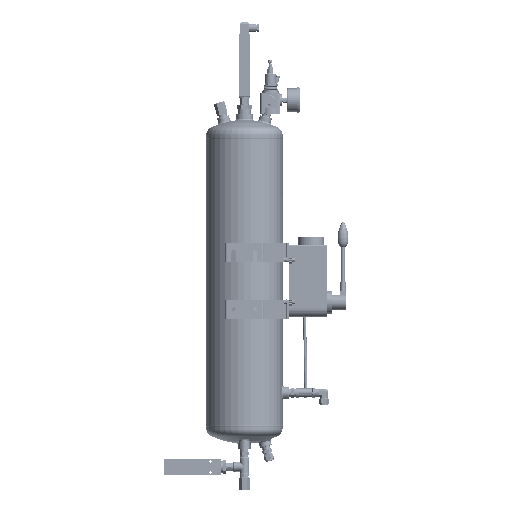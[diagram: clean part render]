
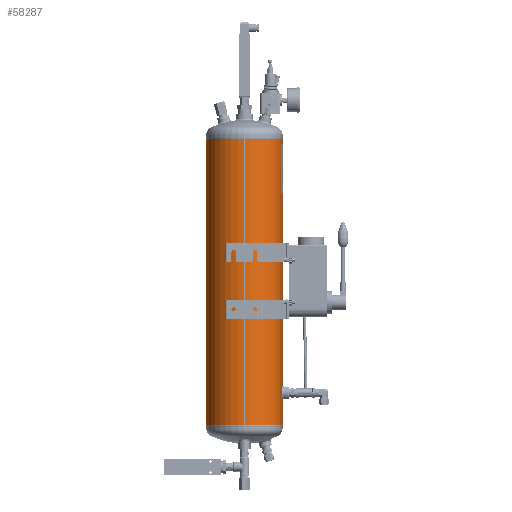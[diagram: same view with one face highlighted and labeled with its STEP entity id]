
A CAD part, left-side view. The second image highlights one B-rep face of the part: STEP entity #58287.
In plain terms, the highlighted cylindrical face has radius 100 mm (diameter 200 mm), a partial arc.
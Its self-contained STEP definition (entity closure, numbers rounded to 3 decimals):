
#3846=B_SPLINE_CURVE_WITH_KNOTS('',3,(#92579,#92580,#92581,#92582,#92583,
#92584,#92585,#92586,#92587,#92588,#92589),.UNSPECIFIED.,.T.,.F.,(1,1,1,
1,1,1,1,1,1,1,1,1,1,1,1),(-0.012,-0.008,-0.004,
0.,0.004,0.008,0.012,0.016,
0.02,0.023,0.027,0.031,
0.035,0.039,0.043),.UNSPECIFIED.);
#3847=B_SPLINE_CURVE_WITH_KNOTS('',3,(#92591,#92592,#92593,#92594,#92595,
#92596,#92597,#92598,#92599,#92600,#92601),.UNSPECIFIED.,.T.,.F.,(1,1,1,
1,1,1,1,1,1,1,1,1,1,1,1),(-0.012,-0.008,-0.004,
0.,0.004,0.008,0.012,0.016,
0.02,0.023,0.027,0.031,
0.035,0.039,0.043),.UNSPECIFIED.);
#3848=B_SPLINE_CURVE_WITH_KNOTS('',3,(#92603,#92604,#92605,#92606,#92607,
#92608,#92609,#92610,#92611,#92612,#92613,#92614,#92615,#92616,#92617,#92618,
#92619,#92620,#92621),.UNSPECIFIED.,.T.,.F.,(1,1,1,1,1,1,1,1,1,1,1,1,1,
1,1,1,1,1,1,1,1,1,1),(-0.018,-0.012,-0.006,
0.,0.006,0.012,0.018,
0.023,0.029,0.035,0.041,
0.047,0.053,0.059,0.065,
0.07,0.076,0.082,0.088,
0.094,0.1,0.106,0.112),
 .UNSPECIFIED.);
#6185=LINE('',#92623,#10035);
#6186=LINE('',#92628,#10036);
#10035=VECTOR('',#76586,1000.);
#10036=VECTOR('',#76589,1000.);
#13890=ORIENTED_EDGE('',*,*,#31204,.T.);
#13891=ORIENTED_EDGE('',*,*,#31205,.T.);
#13892=ORIENTED_EDGE('',*,*,#31206,.T.);
#13893=ORIENTED_EDGE('',*,*,#31207,.T.);
#13894=ORIENTED_EDGE('',*,*,#31208,.T.);
#13895=ORIENTED_EDGE('',*,*,#31209,.F.);
#13896=ORIENTED_EDGE('',*,*,#31210,.F.);
#31204=EDGE_CURVE('',#39861,#39861,#3846,.T.);
#31205=EDGE_CURVE('',#39862,#39862,#3847,.T.);
#31206=EDGE_CURVE('',#39863,#39863,#3848,.T.);
#31207=EDGE_CURVE('',#39864,#39865,#6185,.T.);
#31208=EDGE_CURVE('',#39865,#39866,#45893,.T.);
#31209=EDGE_CURVE('',#39867,#39866,#6186,.T.);
#31210=EDGE_CURVE('',#39864,#39867,#45894,.T.);
#39861=VERTEX_POINT('',#92590);
#39862=VERTEX_POINT('',#92602);
#39863=VERTEX_POINT('',#92622);
#39864=VERTEX_POINT('',#92624);
#39865=VERTEX_POINT('',#92625);
#39866=VERTEX_POINT('',#92627);
#39867=VERTEX_POINT('',#92629);
#45893=CIRCLE('',#70529,100.);
#45894=CIRCLE('',#70530,100.);
#47982=EDGE_LOOP('',(#13890));
#47983=EDGE_LOOP('',(#13891));
#47984=EDGE_LOOP('',(#13892));
#47985=EDGE_LOOP('',(#13893,#13894,#13895,#13896));
#52677=FACE_BOUND('',#47982,.T.);
#52678=FACE_BOUND('',#47983,.T.);
#52679=FACE_BOUND('',#47984,.T.);
#52680=FACE_BOUND('',#47985,.T.);
#57372=CYLINDRICAL_SURFACE('',#70528,100.);
#58287=ADVANCED_FACE('',(#52677,#52678,#52679,#52680),#57372,.T.);
#70528=AXIS2_PLACEMENT_3D('',#92578,#76584,#76585);
#70529=AXIS2_PLACEMENT_3D('',#92626,#76587,#76588);
#70530=AXIS2_PLACEMENT_3D('',#92630,#76590,#76591);
#76584=DIRECTION('',(0.,-1.,0.));
#76585=DIRECTION('',(0.,0.,-1.));
#76586=DIRECTION('',(0.,-1.,0.));
#76587=DIRECTION('',(0.,1.,0.));
#76588=DIRECTION('',(1.,0.,0.));
#76589=DIRECTION('',(0.,-1.,0.));
#76590=DIRECTION('',(0.,1.,0.));
#76591=DIRECTION('',(1.,0.,0.));
#92578=CARTESIAN_POINT('',(0.,750.,0.));
#92579=CARTESIAN_POINT('',(-3.915,48.922,-99.938));
#92580=CARTESIAN_POINT('',(-5.542,44.999,-99.844));
#92581=CARTESIAN_POINT('',(-3.916,41.082,-99.938));
#92582=CARTESIAN_POINT('',(-0.004,39.46,-100.031));
#92583=CARTESIAN_POINT('',(3.917,41.079,-99.938));
#92584=CARTESIAN_POINT('',(5.54,44.999,-99.844));
#92585=CARTESIAN_POINT('',(3.922,48.913,-99.937));
#92586=CARTESIAN_POINT('',(0.006,50.541,-100.031));
#92587=CARTESIAN_POINT('',(-3.915,48.922,-99.938));
#92588=CARTESIAN_POINT('',(-5.542,44.999,-99.844));
#92589=CARTESIAN_POINT('',(-3.916,41.082,-99.938));
#92590=CARTESIAN_POINT('',(-5.,45.,-99.875));
#92591=CARTESIAN_POINT('',(-3.915,158.922,-99.938));
#92592=CARTESIAN_POINT('',(-5.542,154.999,-99.844));
#92593=CARTESIAN_POINT('',(-3.916,151.082,-99.938));
#92594=CARTESIAN_POINT('',(-0.004,149.46,-100.031));
#92595=CARTESIAN_POINT('',(3.917,151.079,-99.938));
#92596=CARTESIAN_POINT('',(5.54,154.999,-99.844));
#92597=CARTESIAN_POINT('',(3.922,158.913,-99.937));
#92598=CARTESIAN_POINT('',(0.006,160.541,-100.031));
#92599=CARTESIAN_POINT('',(-3.915,158.922,-99.938));
#92600=CARTESIAN_POINT('',(-5.542,154.999,-99.844));
#92601=CARTESIAN_POINT('',(-3.916,151.082,-99.938));
#92602=CARTESIAN_POINT('',(-5.,155.,-99.875));
#92603=CARTESIAN_POINT('',(-98.994,672.42,14.208));
#92604=CARTESIAN_POINT('',(-98.806,666.495,15.395));
#92605=CARTESIAN_POINT('',(-98.993,660.6,14.214));
#92606=CARTESIAN_POINT('',(-99.436,655.617,10.88));
#92607=CARTESIAN_POINT('',(-99.878,652.286,5.9));
#92608=CARTESIAN_POINT('',(-100.061,651.109,0.009));
#92609=CARTESIAN_POINT('',(-99.879,652.279,-5.887));
#92610=CARTESIAN_POINT('',(-99.437,655.615,-10.879));
#92611=CARTESIAN_POINT('',(-98.992,660.601,-14.215));
#92612=CARTESIAN_POINT('',(-98.807,666.494,-15.391));
#92613=CARTESIAN_POINT('',(-98.992,672.387,-14.219));
#92614=CARTESIAN_POINT('',(-99.435,677.371,-10.892));
#92615=CARTESIAN_POINT('',(-99.877,680.709,-5.914));
#92616=CARTESIAN_POINT('',(-100.061,681.893,-0.013));
#92617=CARTESIAN_POINT('',(-99.878,680.72,5.889));
#92618=CARTESIAN_POINT('',(-99.437,677.387,10.874));
#92619=CARTESIAN_POINT('',(-98.994,672.42,14.208));
#92620=CARTESIAN_POINT('',(-98.806,666.495,15.395));
#92621=CARTESIAN_POINT('',(-98.993,660.6,14.214));
#92622=CARTESIAN_POINT('',(-98.869,666.5,15.));
#92623=CARTESIAN_POINT('',(0.254,801.561,100.));
#92624=CARTESIAN_POINT('',(0.254,750.,100.));
#92625=CARTESIAN_POINT('',(0.254,0.,100.));
#92626=CARTESIAN_POINT('',(0.,0.,0.));
#92627=CARTESIAN_POINT('',(-0.254,0.,100.));
#92628=CARTESIAN_POINT('',(-0.254,801.561,100.));
#92629=CARTESIAN_POINT('',(-0.254,750.,100.));
#92630=CARTESIAN_POINT('',(0.,750.,0.));
